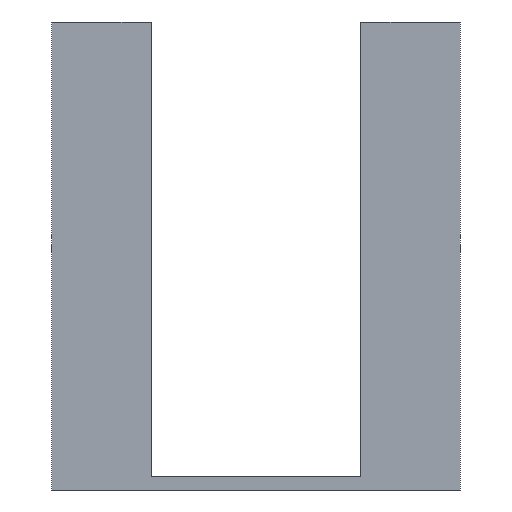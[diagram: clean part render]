
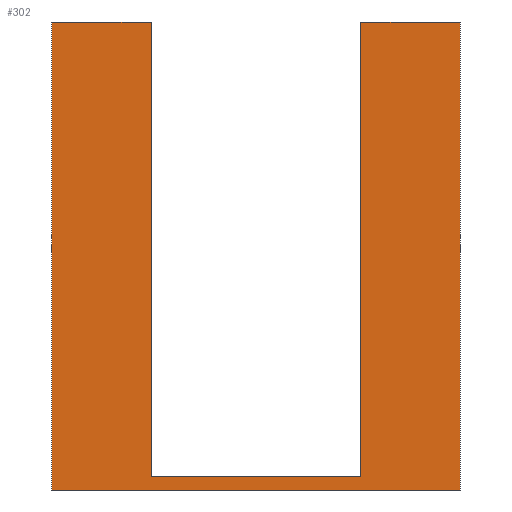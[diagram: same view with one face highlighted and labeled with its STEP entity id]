
A CAD part, front view. The second image highlights one B-rep face of the part: STEP entity #302.
In plain terms, the highlighted planar face has unit normal (0, -1, 0).
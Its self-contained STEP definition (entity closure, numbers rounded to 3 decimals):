
#29=PLANE('',#347);
#46=FACE_OUTER_BOUND('',#70,.T.);
#70=EDGE_LOOP('',(#257,#258,#259,#260,#261,#262,#263,#264));
#80=LINE('',#476,#105);
#85=LINE('',#490,#110);
#86=LINE('',#495,#111);
#90=LINE('',#502,#115);
#91=LINE('',#504,#116);
#94=LINE('',#511,#119);
#95=LINE('',#514,#120);
#96=LINE('',#515,#121);
#105=VECTOR('',#394,10.);
#110=VECTOR('',#405,10.);
#111=VECTOR('',#410,10.);
#115=VECTOR('',#416,10.);
#116=VECTOR('',#419,10.);
#119=VECTOR('',#426,10.);
#120=VECTOR('',#429,10.);
#121=VECTOR('',#430,10.);
#149=VERTEX_POINT('',#474);
#150=VERTEX_POINT('',#475);
#153=VERTEX_POINT('',#483);
#156=VERTEX_POINT('',#488);
#157=VERTEX_POINT('',#492);
#160=VERTEX_POINT('',#499);
#162=VERTEX_POINT('',#508);
#163=VERTEX_POINT('',#513);
#180=EDGE_CURVE('',#149,#150,#80,.T.);
#187=EDGE_CURVE('',#156,#153,#85,.T.);
#189=EDGE_CURVE('',#157,#156,#86,.T.);
#193=EDGE_CURVE('',#160,#150,#90,.T.);
#194=EDGE_CURVE('',#160,#157,#91,.T.);
#198=EDGE_CURVE('',#162,#153,#94,.T.);
#199=EDGE_CURVE('',#162,#163,#95,.T.);
#200=EDGE_CURVE('',#163,#149,#96,.T.);
#257=ORIENTED_EDGE('',*,*,#199,.F.);
#258=ORIENTED_EDGE('',*,*,#198,.T.);
#259=ORIENTED_EDGE('',*,*,#187,.F.);
#260=ORIENTED_EDGE('',*,*,#189,.F.);
#261=ORIENTED_EDGE('',*,*,#194,.F.);
#262=ORIENTED_EDGE('',*,*,#193,.T.);
#263=ORIENTED_EDGE('',*,*,#180,.F.);
#264=ORIENTED_EDGE('',*,*,#200,.F.);
#302=ADVANCED_FACE('',(#46),#29,.T.);
#347=AXIS2_PLACEMENT_3D('',#512,#427,#428);
#394=DIRECTION('',(-1.,0.,0.));
#405=DIRECTION('',(1.,0.,0.));
#410=DIRECTION('',(0.,0.,-1.));
#416=DIRECTION('',(0.,0.,-1.));
#419=DIRECTION('',(1.,0.,0.));
#426=DIRECTION('',(0.,0.,-1.));
#427=DIRECTION('center_axis',(0.,-1.,0.));
#428=DIRECTION('ref_axis',(-1.,0.,0.));
#429=DIRECTION('',(1.,0.,0.));
#430=DIRECTION('',(0.,0.,-1.));
#474=CARTESIAN_POINT('',(22.5,-46.,48.5));
#475=CARTESIAN_POINT('',(-22.5,-46.,48.5));
#476=CARTESIAN_POINT('',(-22.5,-46.,48.5));
#483=CARTESIAN_POINT('',(11.533,-46.,50.));
#488=CARTESIAN_POINT('',(-11.533,-46.,50.));
#490=CARTESIAN_POINT('',(-22.5,-46.,50.));
#492=CARTESIAN_POINT('',(-11.533,-46.,100.));
#495=CARTESIAN_POINT('',(-11.533,-46.,100.));
#499=CARTESIAN_POINT('',(-22.5,-46.,100.));
#502=CARTESIAN_POINT('',(-22.5,-46.,100.));
#504=CARTESIAN_POINT('',(-22.5,-46.,100.));
#508=CARTESIAN_POINT('',(11.533,-46.,100.));
#511=CARTESIAN_POINT('',(11.533,-46.,100.));
#512=CARTESIAN_POINT('Origin',(22.5,-46.,100.));
#513=CARTESIAN_POINT('',(22.5,-46.,100.));
#514=CARTESIAN_POINT('',(-22.5,-46.,100.));
#515=CARTESIAN_POINT('',(22.5,-46.,100.));
